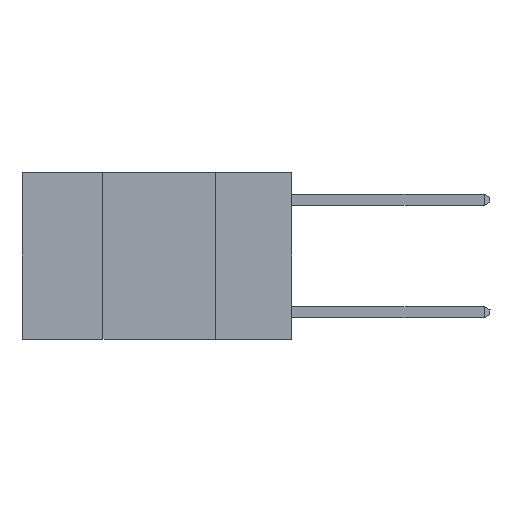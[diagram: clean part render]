
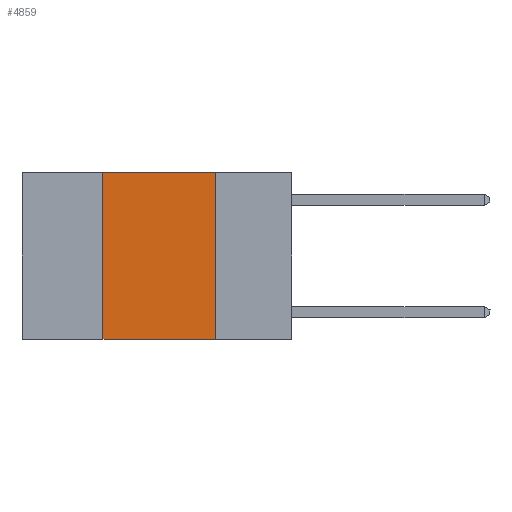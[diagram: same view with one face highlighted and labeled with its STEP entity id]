
A CAD part, left-side view. The second image highlights one B-rep face of the part: STEP entity #4859.
In plain terms, the highlighted planar face has unit normal (-1, 0, 0).
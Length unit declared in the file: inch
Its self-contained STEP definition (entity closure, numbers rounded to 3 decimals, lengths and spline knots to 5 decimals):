
#526 = ORIENTED_EDGE ( 'NONE', *, *, #13768, .F. ) ;
#680 = FACE_OUTER_BOUND ( 'NONE', #11836, .T. ) ;
#954 = ORIENTED_EDGE ( 'NONE', *, *, #11104, .T. ) ;
#1348 = VECTOR ( 'NONE', #10091, 39.37008 ) ;
#2101 = VECTOR ( 'NONE', #16356, 39.37008 ) ;
#3378 = CARTESIAN_POINT ( 'NONE',  ( 0., 0.42, 0. ) ) ;
#3582 = CARTESIAN_POINT ( 'NONE',  ( 0., 0.6, 0. ) ) ;
#4469 = CARTESIAN_POINT ( 'NONE',  ( 0., 0.6, 0. ) ) ;
#4570 = CARTESIAN_POINT ( 'NONE',  ( 0., 0.42, 0. ) ) ;
#4859 = ADVANCED_FACE ( 'NONE', ( #680 ), #12530, .F. ) ;
#5299 = VECTOR ( 'NONE', #16908, 39.37008 ) ;
#5835 = DIRECTION ( 'NONE',  ( 0., 0., -1. ) ) ;
#5957 = CARTESIAN_POINT ( 'NONE',  ( 0., 0.42, -0.37 ) ) ;
#6847 = ORIENTED_EDGE ( 'NONE', *, *, #12997, .F. ) ;
#7053 = EDGE_CURVE ( 'NONE', #11797, #15824, #8887, .T. ) ;
#7375 = CARTESIAN_POINT ( 'NONE',  ( 0., 0.6, -0.37 ) ) ;
#7801 = VERTEX_POINT ( 'NONE', #5957 ) ;
#7938 = CARTESIAN_POINT ( 'NONE',  ( 0., 0.17, -0.37 ) ) ;
#8887 = LINE ( 'NONE', #3582, #5299 ) ;
#9740 = LINE ( 'NONE', #13700, #2101 ) ;
#10091 = DIRECTION ( 'NONE',  ( 0., -1., 0. ) ) ;
#11104 = EDGE_CURVE ( 'NONE', #7801, #12062, #12104, .T. ) ;
#11627 = CARTESIAN_POINT ( 'NONE',  ( 0., 0.17, 0. ) ) ;
#11797 = VERTEX_POINT ( 'NONE', #3378 ) ;
#11809 = VECTOR ( 'NONE', #15260, 39.37008 ) ;
#11836 = EDGE_LOOP ( 'NONE', ( #6847, #13961, #526, #954 ) ) ;
#12062 = VERTEX_POINT ( 'NONE', #7938 ) ;
#12104 = LINE ( 'NONE', #7375, #1348 ) ;
#12530 = PLANE ( 'NONE',  #14272 ) ;
#12997 = EDGE_CURVE ( 'NONE', #15824, #12062, #9740, .T. ) ;
#13700 = CARTESIAN_POINT ( 'NONE',  ( 0., 0.17, 0. ) ) ;
#13768 = EDGE_CURVE ( 'NONE', #7801, #11797, #15289, .T. ) ;
#13861 = DIRECTION ( 'NONE',  ( 1., 0., 0. ) ) ;
#13961 = ORIENTED_EDGE ( 'NONE', *, *, #7053, .F. ) ;
#14272 = AXIS2_PLACEMENT_3D ( 'NONE', #4469, #13861, #5835 ) ;
#15260 = DIRECTION ( 'NONE',  ( 0., 0., 1. ) ) ;
#15289 = LINE ( 'NONE', #4570, #11809 ) ;
#15824 = VERTEX_POINT ( 'NONE', #11627 ) ;
#16356 = DIRECTION ( 'NONE',  ( 0., 0., -1. ) ) ;
#16908 = DIRECTION ( 'NONE',  ( 0., -1., 0. ) ) ;
